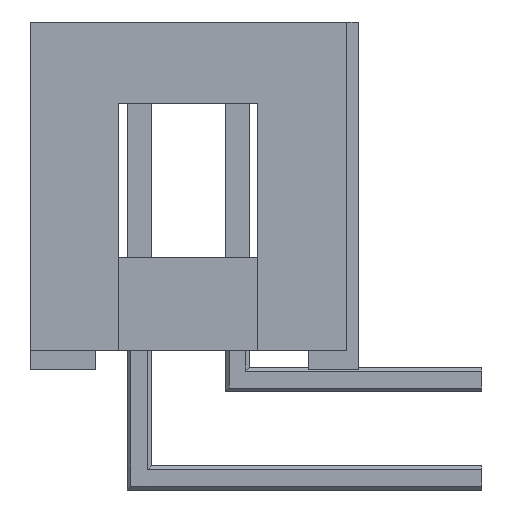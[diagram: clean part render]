
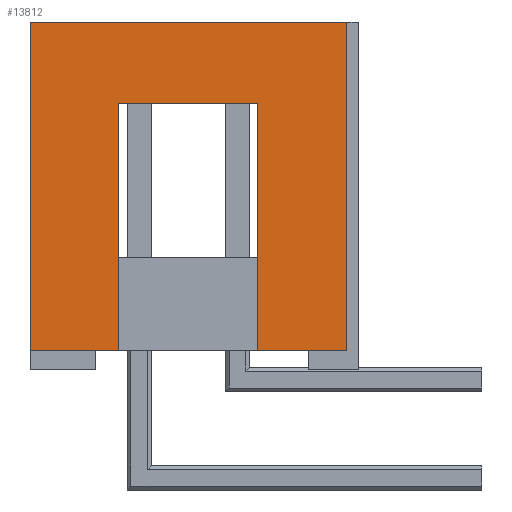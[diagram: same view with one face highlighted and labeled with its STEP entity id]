
A CAD part, left-side view. The second image highlights one B-rep face of the part: STEP entity #13812.
In plain terms, the highlighted planar face has unit normal (-1, 0, 0).
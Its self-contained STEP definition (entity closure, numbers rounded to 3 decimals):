
#12 = LINE ( 'NONE', #13, #14 ) ;
#13 = CARTESIAN_POINT ( 'NONE',  ( -16.36, 0.3, -8.5 ) ) ;
#14 = VECTOR ( 'NONE', #15, 1000. ) ;
#15 = DIRECTION ( 'NONE',  ( 0., 1., 0. ) ) ;
#42 = CARTESIAN_POINT ( 'NONE',  ( -16.36, 8.5, -8.5 ) ) ;
#16447 = ORIENTED_EDGE ( 'NONE', *, *, #1346, .F. ) ;
#16650 = ORIENTED_EDGE ( 'NONE', *, *, #2478, .T. ) ;
#611 = LINE ( 'NONE', #612, #613 ) ;
#612 = CARTESIAN_POINT ( 'NONE',  ( -16.36, 0.3, -8.5 ) ) ;
#613 = VECTOR ( 'NONE', #614, 1000. ) ;
#614 = DIRECTION ( 'NONE',  ( 0., 1., 0. ) ) ;
#1292 = ORIENTED_EDGE ( 'NONE', *, *, #7703, .F. ) ;
#1346 = EDGE_CURVE ( 'NONE', #7780, #14008, #9407, .T. ) ;
#1459 = ORIENTED_EDGE ( 'NONE', *, *, #13538, .T. ) ;
#1490 = VERTEX_POINT ( 'NONE', #9578 ) ;
#2478 = EDGE_CURVE ( 'NONE', #12790, #14065, #10747, .T. ) ;
#2513 = ORIENTED_EDGE ( 'NONE', *, *, #2914, .F. ) ;
#2525 = CARTESIAN_POINT ( 'NONE',  ( -16.36, 0.3, -8.5 ) ) ;
#2575 = CARTESIAN_POINT ( 'NONE',  ( -16.36, 2.6, -8.5 ) ) ;
#2914 = EDGE_CURVE ( 'NONE', #3123, #1490, #11165, .T. ) ;
#3095 = LINE ( 'NONE', #3105, #3106 ) ;
#3105 = CARTESIAN_POINT ( 'NONE',  ( -16.36, 0.3, 0. ) ) ;
#3106 = VECTOR ( 'NONE', #3107, 1000. ) ;
#3107 = DIRECTION ( 'NONE',  ( 0., 1., 0. ) ) ;
#3123 = VERTEX_POINT ( 'NONE', #11340 ) ;
#3490 = VERTEX_POINT ( 'NONE', #11671 ) ;
#3658 = FACE_OUTER_BOUND ( 'NONE', #9992, .T. ) ;
#3665 = ORIENTED_EDGE ( 'NONE', *, *, #5361, .T. ) ;
#3687 = PLANE ( 'NONE',  #3688 ) ;
#3688 = AXIS2_PLACEMENT_3D ( 'NONE', #3701, #3702, #3703 ) ;
#3701 = CARTESIAN_POINT ( 'NONE',  ( -16.36, 0.3, -8.5 ) ) ;
#3702 = DIRECTION ( 'NONE',  ( 1., 0., 0. ) ) ;
#3703 = DIRECTION ( 'NONE',  ( 0., 0., -1. ) ) ;
#4216 = CARTESIAN_POINT ( 'NONE',  ( -16.36, 8.5, 0. ) ) ;
#4287 = CARTESIAN_POINT ( 'NONE',  ( -16.36, 0.3, 0. ) ) ;
#4652 = LINE ( 'NONE', #4653, #4654 ) ;
#4653 = CARTESIAN_POINT ( 'NONE',  ( -16.36, 6.2, -2.1 ) ) ;
#4654 = VECTOR ( 'NONE', #4655, 1000. ) ;
#4655 = DIRECTION ( 'NONE',  ( 0., 0., -1. ) ) ;
#5361 = EDGE_CURVE ( 'NONE', #3123, #12892, #12685, .T. ) ;
#7703 = EDGE_CURVE ( 'NONE', #3490, #7780, #12, .T. ) ;
#7780 = VERTEX_POINT ( 'NONE', #42 ) ;
#8950 = EDGE_CURVE ( 'NONE', #12790, #12892, #611, .T. ) ;
#9407 = LINE ( 'NONE', #9408, #9409 ) ;
#9408 = CARTESIAN_POINT ( 'NONE',  ( -16.36, 8.5, -8.5 ) ) ;
#9409 = VECTOR ( 'NONE', #9411, 1000. ) ;
#9411 = DIRECTION ( 'NONE',  ( 0., 0., 1. ) ) ;
#9578 = CARTESIAN_POINT ( 'NONE',  ( -16.36, 6.2, -2.1 ) ) ;
#9992 = EDGE_LOOP ( 'NONE', ( #2513, #3665, #15696, #16650, #1459, #16447, #1292, #13878 ) ) ;
#10747 = LINE ( 'NONE', #10748, #10749 ) ;
#10748 = CARTESIAN_POINT ( 'NONE',  ( -16.36, 0.3, -8.5 ) ) ;
#10749 = VECTOR ( 'NONE', #10750, 1000. ) ;
#10750 = DIRECTION ( 'NONE',  ( 0., 0., 1. ) ) ;
#11165 = LINE ( 'NONE', #11166, #11167 ) ;
#11166 = CARTESIAN_POINT ( 'NONE',  ( -16.36, 2.6, -2.1 ) ) ;
#11167 = VECTOR ( 'NONE', #11168, 1000. ) ;
#11168 = DIRECTION ( 'NONE',  ( 0., 1., 0. ) ) ;
#11340 = CARTESIAN_POINT ( 'NONE',  ( -16.36, 2.6, -2.1 ) ) ;
#11671 = CARTESIAN_POINT ( 'NONE',  ( -16.36, 6.2, -8.5 ) ) ;
#12685 = LINE ( 'NONE', #12686, #12687 ) ;
#12686 = CARTESIAN_POINT ( 'NONE',  ( -16.36, 2.6, -2.1 ) ) ;
#12687 = VECTOR ( 'NONE', #12688, 1000. ) ;
#12688 = DIRECTION ( 'NONE',  ( 0., 0., -1. ) ) ;
#12790 = VERTEX_POINT ( 'NONE', #2525 ) ;
#12892 = VERTEX_POINT ( 'NONE', #2575 ) ;
#13538 = EDGE_CURVE ( 'NONE', #14065, #14008, #3095, .T. ) ;
#13812 = ADVANCED_FACE ( 'NONE', ( #3658 ), #3687, .F. ) ;
#13878 = ORIENTED_EDGE ( 'NONE', *, *, #14373, .F. ) ;
#14008 = VERTEX_POINT ( 'NONE', #4216 ) ;
#14065 = VERTEX_POINT ( 'NONE', #4287 ) ;
#14373 = EDGE_CURVE ( 'NONE', #1490, #3490, #4652, .T. ) ;
#15696 = ORIENTED_EDGE ( 'NONE', *, *, #8950, .F. ) ;
